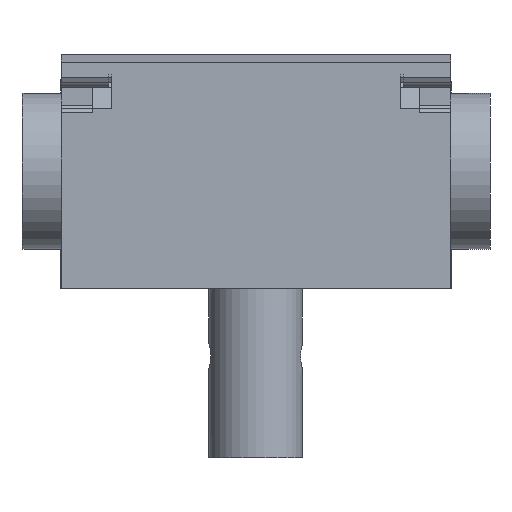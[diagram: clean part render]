
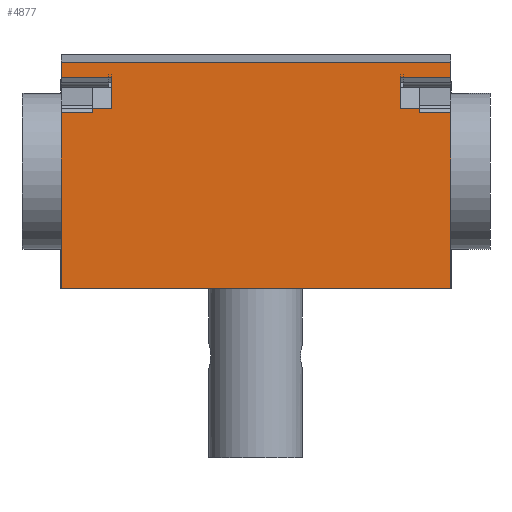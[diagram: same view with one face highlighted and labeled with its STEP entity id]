
A CAD part, front view. The second image highlights one B-rep face of the part: STEP entity #4877.
In plain terms, the highlighted planar face has unit normal (0, -1, 0).
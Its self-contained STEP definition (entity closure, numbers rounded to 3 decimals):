
#4188=CARTESIAN_POINT('',(43.5,0.,22.999));
#4189=VERTEX_POINT('',#4188);
#4223=CARTESIAN_POINT('',(43.5,0.,27.0));
#4224=VERTEX_POINT('',#4223);
#4231=CARTESIAN_POINT('',(43.5,0.,22.999));
#4232=DIRECTION('',(0.0,0.0,1.0));
#4233=VECTOR('',#4232,4.001);
#4234=LINE('',#4231,#4233);
#4235=EDGE_CURVE('',#4189,#4224,#4234,.T.);
#4245=CARTESIAN_POINT('',(6.5,0.,27.0));
#4246=VERTEX_POINT('',#4245);
#4282=CARTESIAN_POINT('',(6.5,0.,22.999));
#4283=VERTEX_POINT('',#4282);
#4290=CARTESIAN_POINT('',(6.5,0.,27.0));
#4291=DIRECTION('',(0.0,0.0,-1.0));
#4292=VECTOR('',#4291,4.001);
#4293=LINE('',#4290,#4292);
#4294=EDGE_CURVE('',#4246,#4283,#4293,.T.);
#4358=CARTESIAN_POINT('',(0.0,0.,27.0));
#4359=VERTEX_POINT('',#4358);
#4366=CARTESIAN_POINT('',(0.0,0.,29.0));
#4367=VERTEX_POINT('',#4366);
#4368=CARTESIAN_POINT('',(0.0,0.,27.0));
#4369=DIRECTION('',(0.0,0.0,1.0));
#4370=VECTOR('',#4369,2.0);
#4371=LINE('',#4368,#4370);
#4372=EDGE_CURVE('',#4359,#4367,#4371,.T.);
#4398=CARTESIAN_POINT('',(0.0,0.0,0.0));
#4399=VERTEX_POINT('',#4398);
#4406=CARTESIAN_POINT('',(0.0,0.,22.5));
#4407=VERTEX_POINT('',#4406);
#4408=CARTESIAN_POINT('',(0.0,0.,0.0));
#4409=DIRECTION('',(0.0,0.0,1.0));
#4410=VECTOR('',#4409,22.5);
#4411=LINE('',#4408,#4410);
#4412=EDGE_CURVE('',#4399,#4407,#4411,.T.);
#4457=CARTESIAN_POINT('',(6.5,0.,27.0));
#4458=DIRECTION('',(-1.0,0.0,0.0));
#4459=VECTOR('',#4458,6.5);
#4460=LINE('',#4457,#4459);
#4461=EDGE_CURVE('',#4246,#4359,#4460,.T.);
#4690=CARTESIAN_POINT('',(4.0,0.,22.5));
#4691=VERTEX_POINT('',#4690);
#4699=CARTESIAN_POINT('',(4.0,0.,22.999));
#4700=VERTEX_POINT('',#4699);
#4701=CARTESIAN_POINT('',(4.0,0.,22.5));
#4702=DIRECTION('',(0.0,0.0,1.0));
#4703=VECTOR('',#4702,0.499);
#4704=LINE('',#4701,#4703);
#4705=EDGE_CURVE('',#4691,#4700,#4704,.T.);
#4733=CARTESIAN_POINT('',(6.5,0.,22.999));
#4734=DIRECTION('',(-1.0,0.0,0.0));
#4735=VECTOR('',#4734,2.5);
#4736=LINE('',#4733,#4735);
#4737=EDGE_CURVE('',#4283,#4700,#4736,.T.);
#4767=CARTESIAN_POINT('',(0.0,0.,22.5));
#4768=DIRECTION('',(1.0,0.0,0.0));
#4769=VECTOR('',#4768,4.0);
#4770=LINE('',#4767,#4769);
#4771=EDGE_CURVE('',#4407,#4691,#4770,.T.);
#4783=CARTESIAN_POINT('',(50.,0.,29.0));
#4784=VERTEX_POINT('',#4783);
#4785=CARTESIAN_POINT('',(0.0,0.,29.));
#4786=DIRECTION('',(1.0,0.0,0.0));
#4787=VECTOR('',#4786,50.);
#4788=LINE('',#4785,#4787);
#4789=EDGE_CURVE('',#4367,#4784,#4788,.T.);
#4809=CARTESIAN_POINT('',(41.1,0.,0.));
#4810=DIRECTION('',(0.0,-1.0,0.0));
#4811=DIRECTION('',(0.0,0.0,1.0));
#4812=AXIS2_PLACEMENT_3D('',#4809,#4810,#4811);
#4813=PLANE('',#4812);
#4814=CARTESIAN_POINT('',(50.,0.0,0.0));
#4815=VERTEX_POINT('',#4814);
#4816=CARTESIAN_POINT('',(0.0,0.,0.));
#4817=DIRECTION('',(1.0,0.0,0.0));
#4818=VECTOR('',#4817,50.);
#4819=LINE('',#4816,#4818);
#4820=EDGE_CURVE('',#4399,#4815,#4819,.T.);
#4821=ORIENTED_EDGE('',*,*,#4820,.T.);
#4822=CARTESIAN_POINT('',(50.,0.,22.5));
#4823=VERTEX_POINT('',#4822);
#4824=CARTESIAN_POINT('',(50.,0.,0.0));
#4825=DIRECTION('',(0.0,0.0,1.0));
#4826=VECTOR('',#4825,22.5);
#4827=LINE('',#4824,#4826);
#4828=EDGE_CURVE('',#4815,#4823,#4827,.T.);
#4829=ORIENTED_EDGE('',*,*,#4828,.T.);
#4830=CARTESIAN_POINT('',(46.,0.,22.5));
#4831=VERTEX_POINT('',#4830);
#4832=CARTESIAN_POINT('',(50.,0.,22.5));
#4833=DIRECTION('',(-1.0,0.0,0.0));
#4834=VECTOR('',#4833,4.0);
#4835=LINE('',#4832,#4834);
#4836=EDGE_CURVE('',#4823,#4831,#4835,.T.);
#4837=ORIENTED_EDGE('',*,*,#4836,.T.);
#4838=CARTESIAN_POINT('',(46.,0.,22.999));
#4839=VERTEX_POINT('',#4838);
#4840=CARTESIAN_POINT('',(46.,0.,22.5));
#4841=DIRECTION('',(0.0,0.0,1.0));
#4842=VECTOR('',#4841,0.499);
#4843=LINE('',#4840,#4842);
#4844=EDGE_CURVE('',#4831,#4839,#4843,.T.);
#4845=ORIENTED_EDGE('',*,*,#4844,.T.);
#4846=CARTESIAN_POINT('',(43.5,0.,22.999));
#4847=DIRECTION('',(1.0,0.0,0.0));
#4848=VECTOR('',#4847,2.5);
#4849=LINE('',#4846,#4848);
#4850=EDGE_CURVE('',#4189,#4839,#4849,.T.);
#4851=ORIENTED_EDGE('',*,*,#4850,.F.);
#4852=ORIENTED_EDGE('',*,*,#4235,.T.);
#4853=CARTESIAN_POINT('',(50.,0.,27.0));
#4854=VERTEX_POINT('',#4853);
#4855=CARTESIAN_POINT('',(43.5,0.,27.0));
#4856=DIRECTION('',(1.0,0.0,0.0));
#4857=VECTOR('',#4856,6.5);
#4858=LINE('',#4855,#4857);
#4859=EDGE_CURVE('',#4224,#4854,#4858,.T.);
#4860=ORIENTED_EDGE('',*,*,#4859,.T.);
#4861=CARTESIAN_POINT('',(50.,0.,27.0));
#4862=DIRECTION('',(0.0,0.0,1.0));
#4863=VECTOR('',#4862,2.0);
#4864=LINE('',#4861,#4863);
#4865=EDGE_CURVE('',#4854,#4784,#4864,.T.);
#4866=ORIENTED_EDGE('',*,*,#4865,.T.);
#4867=ORIENTED_EDGE('',*,*,#4789,.F.);
#4868=ORIENTED_EDGE('',*,*,#4372,.F.);
#4869=ORIENTED_EDGE('',*,*,#4461,.F.);
#4870=ORIENTED_EDGE('',*,*,#4294,.T.);
#4871=ORIENTED_EDGE('',*,*,#4737,.T.);
#4872=ORIENTED_EDGE('',*,*,#4705,.F.);
#4873=ORIENTED_EDGE('',*,*,#4771,.F.);
#4874=ORIENTED_EDGE('',*,*,#4412,.F.);
#4875=EDGE_LOOP('',(#4821,#4829,#4837,#4845,#4851,#4852,#4860,#4866,#4867,#4868,#4869,#4870,#4871,#4872,#4873,#4874));
#4876=FACE_OUTER_BOUND('',#4875,.T.);
#4877=ADVANCED_FACE('',(#4876),#4813,.T.);
